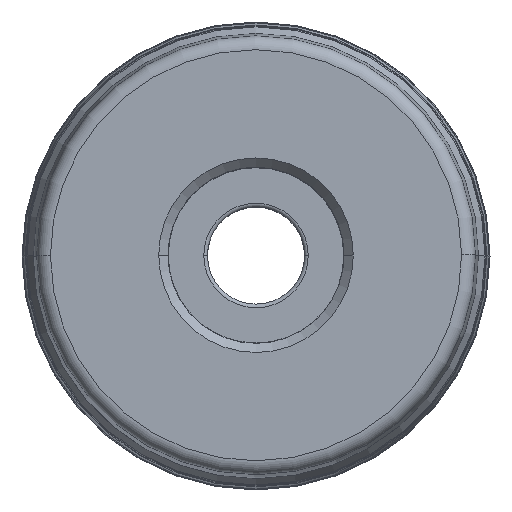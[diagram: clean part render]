
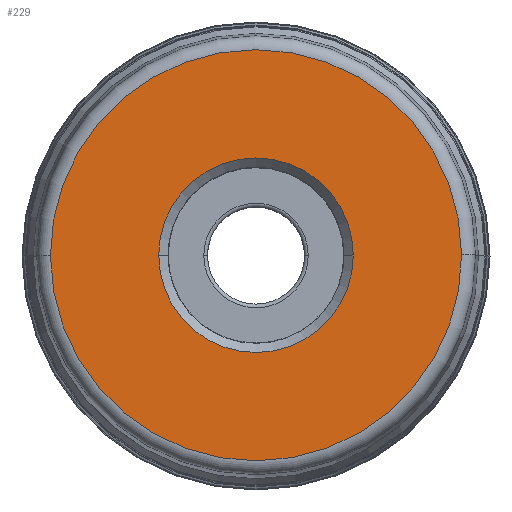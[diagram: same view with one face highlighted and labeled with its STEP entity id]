
A CAD part, top view. The second image highlights one B-rep face of the part: STEP entity #229.
In plain terms, the highlighted planar face has unit normal (0, 0, 1).
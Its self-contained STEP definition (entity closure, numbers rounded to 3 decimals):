
#60=PLANE('',#2162);
#69=FACE_BOUND('',#506,.T.);
#70=FACE_BOUND('',#507,.T.);
#229=ADVANCED_FACE('',(#69,#70),#60,.F.);
#506=EDGE_LOOP('',(#860,#861));
#507=EDGE_LOOP('',(#862,#863));
#860=ORIENTED_EDGE('',*,*,#1370,.F.);
#861=ORIENTED_EDGE('',*,*,#1369,.F.);
#862=ORIENTED_EDGE('',*,*,#1371,.F.);
#863=ORIENTED_EDGE('',*,*,#1372,.F.);
#1156=VERTEX_POINT('',#3986);
#1157=VERTEX_POINT('',#3988);
#1158=VERTEX_POINT('',#3993);
#1159=VERTEX_POINT('',#3994);
#1369=EDGE_CURVE('',#1157,#1156,#1652,.T.);
#1370=EDGE_CURVE('',#1156,#1157,#1653,.T.);
#1371=EDGE_CURVE('',#1158,#1159,#1654,.T.);
#1372=EDGE_CURVE('',#1159,#1158,#1655,.T.);
#1652=CIRCLE('',#2157,22.313);
#1653=CIRCLE('',#2159,22.313);
#1654=CIRCLE('',#2160,10.56);
#1655=CIRCLE('',#2161,10.56);
#2157=AXIS2_PLACEMENT_3D('',#3989,#2676,#2677);
#2159=AXIS2_PLACEMENT_3D('',#3991,#2680,#2681);
#2160=AXIS2_PLACEMENT_3D('',#3992,#2682,#2683);
#2161=AXIS2_PLACEMENT_3D('',#3995,#2684,#2685);
#2162=AXIS2_PLACEMENT_3D('',#3996,#2686,#2687);
#2676=DIRECTION('',(0.,0.,-1.));
#2677=DIRECTION('',(-1.,-0.002,0.));
#2680=DIRECTION('',(0.,0.,-1.));
#2681=DIRECTION('',(1.,0.002,0.));
#2682=DIRECTION('',(0.,0.,1.));
#2683=DIRECTION('',(1.,0.002,0.));
#2684=DIRECTION('',(0.,0.,1.));
#2685=DIRECTION('',(-1.,-0.002,0.));
#2686=DIRECTION('',(0.,0.,-1.));
#2687=DIRECTION('',(1.,0.002,0.));
#3986=CARTESIAN_POINT('',(22.312,0.054,0.));
#3988=CARTESIAN_POINT('',(-22.312,-0.054,0.));
#3989=CARTESIAN_POINT('',(0.,0.,0.));
#3991=CARTESIAN_POINT('',(0.,0.,0.));
#3992=CARTESIAN_POINT('',(0.,0.,0.));
#3993=CARTESIAN_POINT('',(10.56,0.026,0.));
#3994=CARTESIAN_POINT('',(-10.56,-0.026,0.));
#3995=CARTESIAN_POINT('',(0.,0.,0.));
#3996=CARTESIAN_POINT('',(0.,0.,0.));
